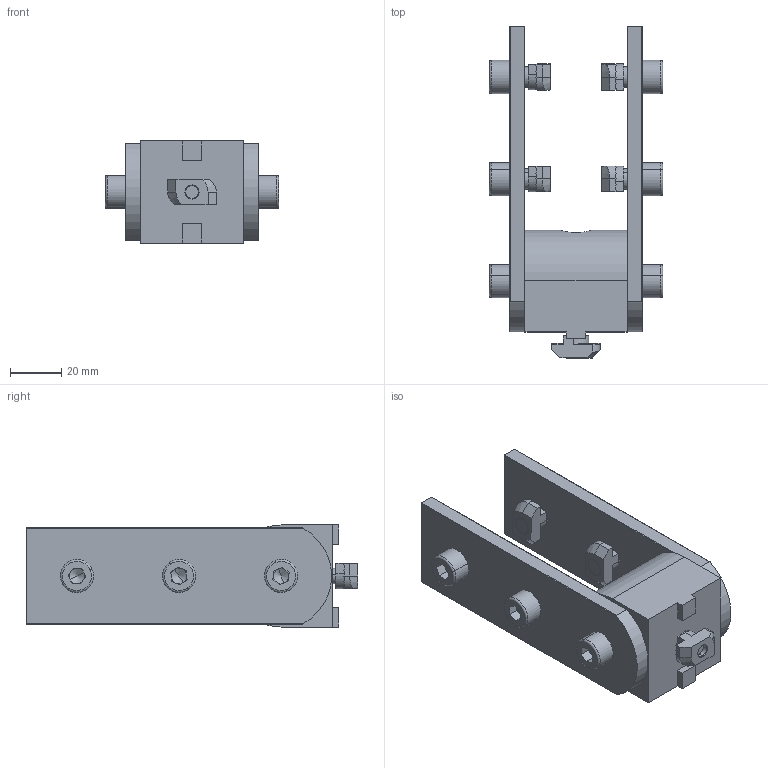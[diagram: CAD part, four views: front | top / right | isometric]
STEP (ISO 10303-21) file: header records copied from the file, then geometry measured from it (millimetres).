
FILE_DESCRIPTION (( 'STEP AP214' ), '1' );
FILE_NAME ('#048 Êîìïëåêò êðîíøòåéíà 40õ40-10-À ñ ñîåäèíèòåëåì, â ïàç ïðîôèëÿ.STEP', '2022-06-17T13:31:47', ( 'Ñòàñ' ), ( '' ), 'SwSTEP 2.0', 'SolidWorks 2021', '' );
FILE_SCHEMA (( 'AUTOMOTIVE_DESIGN' ));
Length unit declared in the file: millimetre
Products named in the file (8): A462 Ïîâîðîòíûé êðîíøòåéí 10-A; #048 Êîìïëåêò êðîíøòåéíà 40õ40-10-À ñ ñîåäèíèòåëåì, â ïàç ïðîôèëÿ; K91 Âèíò öèëèíäð. ñ âíóòðåííèì øåñò. Ì6 õ40 DIN 912; D47 Âèíò öèëèíäð. ñ âíóòðåííèì øåñò. Ì8 õ16 DIN 912; A467 Ïîâîðîòíûé ñîåäèíèòåëü 120ìì, ïàç 10; D43 Ò-ãàéêà Ì6, ïàç 10_00; M14 Âèíò öèëèíäð. ñ âíóòðåííèì øåñò. Ì8 õ 18 DIN 912; D45 Ò-ãàéêà Ì8, ïàç 10_00
Assembly tree (15 placements, depth 2):
  #048 Êîìïëåêò êðîíøòåéíà 40õ40-10-À ñ ñîåäèíèòåëåì, â ïàç ïðîôèëÿ
    A462 Ïîâîðîòíûé êðîíøòåéí 10-A
    A467 Ïîâîðîòíûé ñîåäèíèòåëü 120ìì, ïàç 10  x2
    D45 Ò-ãàéêà Ì8, ïàç 10_00  x4
    M14 Âèíò öèëèíäð. ñ âíóòðåííèì øåñò. Ì8 õ 18 DIN 912  x2
    D43 Ò-ãàéêà Ì6, ïàç 10_00
    K91 Âèíò öèëèíäð. ñ âíóòðåííèì øåñò. Ì6 õ40 DIN 912
    D47 Âèíò öèëèíäð. ñ âíóòðåííèì øåñò. Ì8 õ16 DIN 912  x4
Bounding box: 68 x 130.1 x 40 mm (x, y, z)
Volume: 120845.6 mm3; surface area: 43450.2 mm2
Topology: 15 solids, 15 shells, 510 faces, 1268 edges, 787 vertices
Faces by surface type: plane 319, cylinder 89, cone 74, torus 28
Entity records: 7498 total; most frequent: CARTESIAN_POINT 1627, DIRECTION 1154, ORIENTED_EDGE 1136, EDGE_CURVE 568, AXIS2_PLACEMENT_3D 404, VERTEX_POINT 357, LINE 346, VECTOR 346
